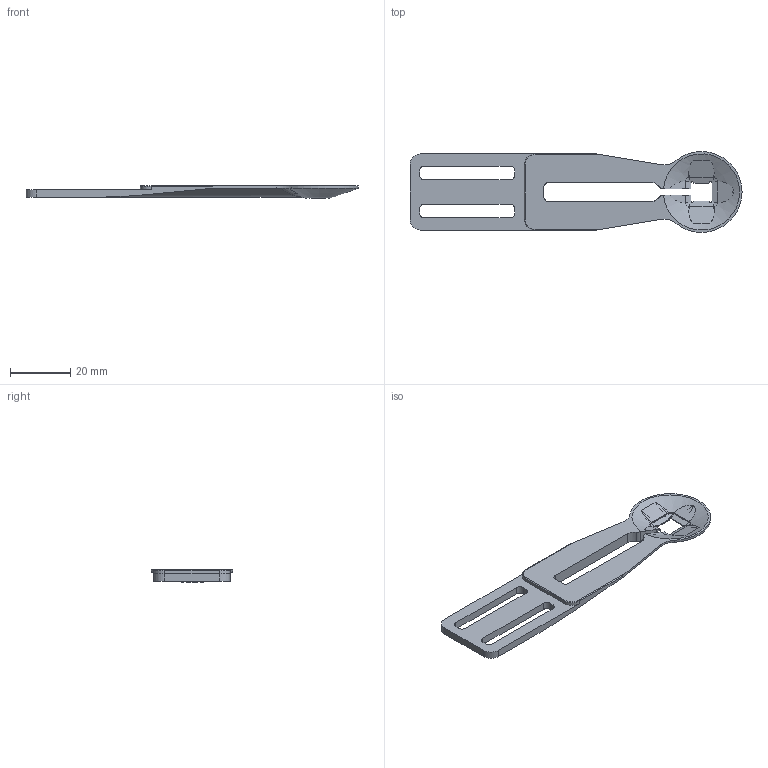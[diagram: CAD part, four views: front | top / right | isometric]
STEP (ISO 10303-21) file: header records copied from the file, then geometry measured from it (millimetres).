
FILE_DESCRIPTION(/* description */ ('Fly Holder Pyramid Mount'),/* implementation_level */ '2;1');
FILE_NAME(/* name */ 'FlyHolder_PyramidMount_DTE_V3_WIDEVIEW.stp',/* time_stamp */ '2022-12-20T13:47:16-05:00',/* author */ ('arnoldj'),/* organization */ (''),/* preprocessor_version */ 'ST-DEVELOPER v18.1',/* originating_system */ 'Autodesk Inventor 2020',/* authorisation */ '');
FILE_SCHEMA (('AUTOMOTIVE_DESIGN { 1 0 10303 214 3 1 1 }'));
Length unit declared in the file: inch
Products named in the file (1): FlyHolder_PyramidMount_DTE_V3_WIDEVIEW
Bounding box: 110.57 x 26.99 x 4.09 mm (x, y, z)
Volume: 4962.9 mm3; surface area: 5557.7 mm2
Topology: 1 solids, 2 shells, 113 faces, 328 edges, 225 vertices
Faces by surface type: plane 55, cylinder 34, cone 15, bspline 7, torus 2
Entity records: 4071 total; most frequent: CARTESIAN_POINT 1124, ORIENTED_EDGE 626, DIRECTION 576, EDGE_CURVE 313, AXIS2_PLACEMENT_3D 208, VERTEX_POINT 203, LINE 160, VECTOR 160
